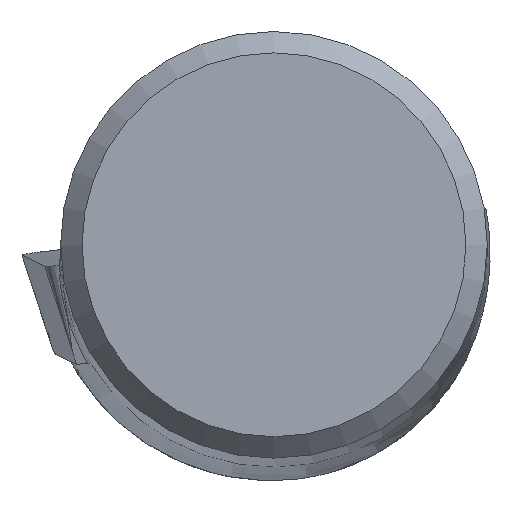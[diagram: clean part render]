
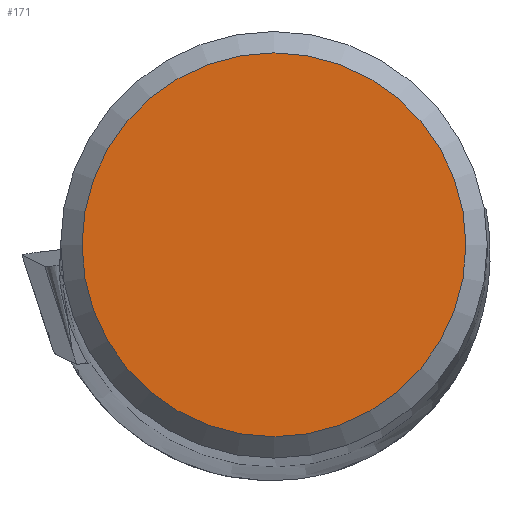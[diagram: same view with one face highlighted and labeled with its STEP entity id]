
A CAD part, top view. The second image highlights one B-rep face of the part: STEP entity #171.
In plain terms, the highlighted planar face has unit normal (0, 0, 1).
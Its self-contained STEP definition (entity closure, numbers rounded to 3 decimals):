
#135=FACE_OUTER_BOUND('',#361,.T.);
#171=ADVANCED_FACE('',(#135),#197,.T.);
#197=PLANE('',#861);
#361=EDGE_LOOP('',(#481));
#481=ORIENTED_EDGE('',*,*,#692,.T.);
#613=VERTEX_POINT('',#1384);
#692=EDGE_CURVE('',#613,#613,#736,.T.);
#736=CIRCLE('',#860,4.494);
#860=AXIS2_PLACEMENT_3D('',#1383,#1009,#1010);
#861=AXIS2_PLACEMENT_3D('',#1385,#1011,#1012);
#1009=DIRECTION('',(0.,0.,1.));
#1010=DIRECTION('',(1.,0.,0.));
#1011=DIRECTION('',(0.,0.,1.));
#1012=DIRECTION('',(1.,0.,0.));
#1383=CARTESIAN_POINT('',(0.,0.,0.));
#1384=CARTESIAN_POINT('',(4.494,0.,0.));
#1385=CARTESIAN_POINT('',(0.,0.,
0.));
